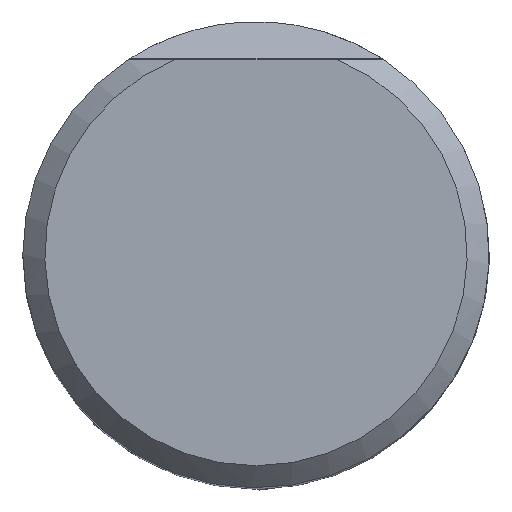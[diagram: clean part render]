
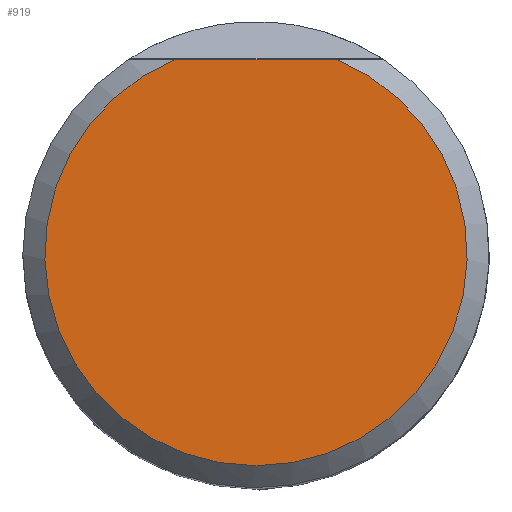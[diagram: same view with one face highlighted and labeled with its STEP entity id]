
A CAD part, top view. The second image highlights one B-rep face of the part: STEP entity #919.
In plain terms, the highlighted planar face has unit normal (0, 0, 1).
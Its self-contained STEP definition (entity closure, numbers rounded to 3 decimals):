
#529=PLANE('',#6294);
#608=LINE('',#11517,#745);
#745=VECTOR('',#7185,1.);
#919=ADVANCED_FACE('CLONE_TP_FACE',(#1393),#529,.T.);
#1393=FACE_OUTER_BOUND('',#1702,.T.);
#1702=EDGE_LOOP('',(#2687,#2688));
#2687=ORIENTED_EDGE('',*,*,#4956,.F.);
#2688=ORIENTED_EDGE('',*,*,#4957,.T.);
#4345=VERTEX_POINT('',#11518);
#4346=VERTEX_POINT('',#11519);
#4956=EDGE_CURVE('',#4345,#4346,#608,.T.);
#4957=EDGE_CURVE('',#4345,#4346,#5713,.T.);
#5713=CIRCLE('',#6293,14.371);
#6293=AXIS2_PLACEMENT_3D('',#11520,#7186,#7187);
#6294=AXIS2_PLACEMENT_3D('',#11521,#7188,#7189);
#7185=DIRECTION('',(1.,0.,0.));
#7186=DIRECTION('',(0.,0.,1.));
#7187=DIRECTION('',(1.,0.,0.));
#7188=DIRECTION('',(0.,0.,1.));
#7189=DIRECTION('',(1.,0.,0.));
#11517=CARTESIAN_POINT('',(0.,13.289,0.));
#11518=CARTESIAN_POINT('',(-5.471,13.289,0.));
#11519=CARTESIAN_POINT('',(5.471,13.289,0.));
#11520=CARTESIAN_POINT('',(0.,0.,0.));
#11521=CARTESIAN_POINT('',(0.,0.,0.));
